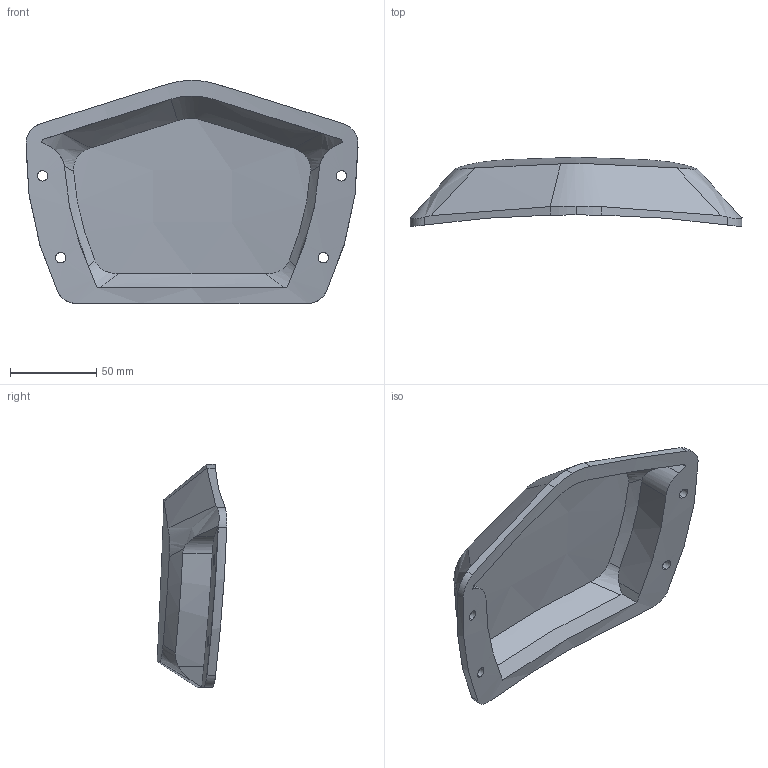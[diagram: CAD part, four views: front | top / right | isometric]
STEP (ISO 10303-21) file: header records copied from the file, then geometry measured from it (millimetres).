
FILE_DESCRIPTION (( 'STEP AP214' ), '1' );
FILE_NAME ('Small_Vesc_Case.STEP', '2018-12-30T21:06:04', ( '' ), ( '' ), 'SwSTEP 2.0', 'SolidWorks 2018', '' );
FILE_SCHEMA (( 'AUTOMOTIVE_DESIGN' ));
Length unit declared in the file: millimetre
Products named in the file (1): Small_Vesc_Case
Bounding box: 192.1 x 40.33 x 129.07 mm (x, y, z)
Volume: 128561.3 mm3; surface area: 61046 mm2
Topology: 1 solids, 1 shells, 67 faces, 191 edges, 127 vertices
Faces by surface type: bspline 31, cylinder 22, plane 14
Entity records: 5098 total; most frequent: CARTESIAN_POINT 3700, ORIENTED_EDGE 382, EDGE_CURVE 191, B_SPLINE_CURVE_WITH_KNOTS 150, VERTEX_POINT 127, DIRECTION 115, EDGE_LOOP 76, ADVANCED_FACE 67
